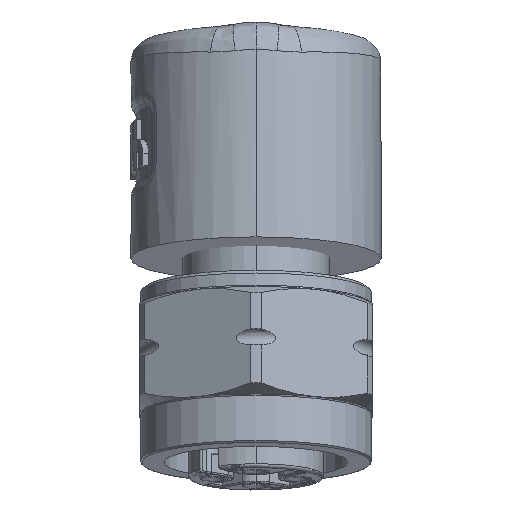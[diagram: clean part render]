
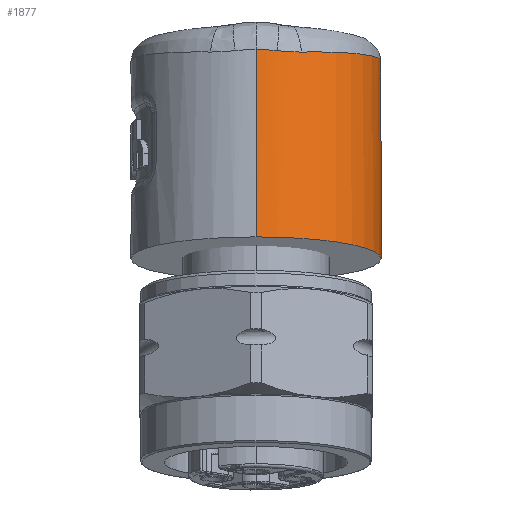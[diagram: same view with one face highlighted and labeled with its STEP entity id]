
A CAD part, front view. The second image highlights one B-rep face of the part: STEP entity #1877.
In plain terms, the highlighted cylindrical face has radius 7.5 mm (diameter 15 mm), a partial arc.
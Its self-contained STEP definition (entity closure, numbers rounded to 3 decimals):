
#1877=ADVANCED_FACE('',(#4027),#4028,.T.);
#4027=FACE_OUTER_BOUND('',#12995,.T.);
#4028=CYLINDRICAL_SURFACE('',#12996,7.5);
#12995=EDGE_LOOP('',(#25084,#25085,#25086,#25087,#25088,#25089,#25090,#25091,#25092,#25093,#25094));
#12996=AXIS2_PLACEMENT_3D('',#25095,#25096,#25097);
#25084=ORIENTED_EDGE('',*,*,#29441,.F.);
#25085=ORIENTED_EDGE('',*,*,#29442,.F.);
#25086=ORIENTED_EDGE('',*,*,#29443,.F.);
#25087=ORIENTED_EDGE('',*,*,#29439,.F.);
#25088=ORIENTED_EDGE('',*,*,#29432,.F.);
#25089=ORIENTED_EDGE('',*,*,#29444,.F.);
#25090=ORIENTED_EDGE('',*,*,#29445,.F.);
#25091=ORIENTED_EDGE('',*,*,#29376,.F.);
#25092=ORIENTED_EDGE('',*,*,#29446,.T.);
#25093=ORIENTED_EDGE('',*,*,#29374,.T.);
#25094=ORIENTED_EDGE('',*,*,#29447,.F.);
#25095=CARTESIAN_POINT('',(0.0,6.646,-7.682));
#25096=DIRECTION('',(0.0,-0.174,-0.985));
#25097=DIRECTION('',(0.0,-0.985,0.174));
#29374=EDGE_CURVE('',#32946,#32944,#32947,.T.);
#29376=EDGE_CURVE('',#32948,#32950,#32951,.T.);
#29432=EDGE_CURVE('',#33044,#33046,#33047,.T.);
#29439=EDGE_CURVE('',#33046,#33053,#33055,.T.);
#29441=EDGE_CURVE('',#33057,#33058,#33059,.T.);
#29442=EDGE_CURVE('',#33060,#33057,#33061,.T.);
#29443=EDGE_CURVE('',#33053,#33060,#33062,.T.);
#29444=EDGE_CURVE('',#33063,#33044,#33064,.T.);
#29445=EDGE_CURVE('',#32950,#33063,#33065,.T.);
#29446=EDGE_CURVE('',#32948,#32946,#33066,.T.);
#29447=EDGE_CURVE('',#33058,#32944,#33067,.T.);
#32944=VERTEX_POINT('',#38500);
#32946=VERTEX_POINT('',#38523);
#32947=LINE('',#38524,#38525);
#32948=VERTEX_POINT('',#38526);
#32950=VERTEX_POINT('',#38528);
#32951=LINE('',#38529,#38530);
#33044=VERTEX_POINT('',#39008);
#33046=VERTEX_POINT('',#39020);
#33047=B_SPLINE_CURVE_WITH_KNOTS('',3,(#39021,#39022,#39023,#39024,#39025,#39026,#39027,#39028,#39029,#39030,#39031,#39032,#39033,#39034,#39035),.UNSPECIFIED.,.F.,.F.,(4,1,1,1,1,1,1,1,1,1,1,1,4),(0.0,0.083,0.167,0.25,0.333,0.417,0.5,0.583,0.667,0.75,0.833,0.917,1.0),.UNSPECIFIED.);
#33053=VERTEX_POINT('',#39056);
#33055=B_SPLINE_CURVE_WITH_KNOTS('',3,(#39062,#39063,#39064,#39065,#39066,#39067),.UNSPECIFIED.,.F.,.F.,(4,1,1,4),(0.0,0.333,0.667,1.0),.UNSPECIFIED.);
#33057=VERTEX_POINT('',#39069);
#33058=VERTEX_POINT('',#39070);
#33059=B_SPLINE_CURVE_WITH_KNOTS('',3,(#39071,#39072,#39073,#39074,#39075,#39076),.UNSPECIFIED.,.F.,.F.,(4,1,1,4),(0.0,0.333,0.667,1.0),.UNSPECIFIED.);
#33060=VERTEX_POINT('',#39077);
#33061=B_SPLINE_CURVE_WITH_KNOTS('',3,(#39078,#39079,#39080,#39081,#39082,#39083),.UNSPECIFIED.,.F.,.F.,(4,1,1,4),(0.0,0.333,0.667,1.0),.UNSPECIFIED.);
#33062=B_SPLINE_CURVE_WITH_KNOTS('',3,(#39084,#39085,#39086,#39087,#39088,#39089),.UNSPECIFIED.,.F.,.F.,(4,1,1,4),(0.0,0.333,0.667,1.0),.UNSPECIFIED.);
#33063=VERTEX_POINT('',#39090);
#33064=B_SPLINE_CURVE_WITH_KNOTS('',3,(#39091,#39092,#39093,#39094,#39095,#39096),.UNSPECIFIED.,.F.,.F.,(4,1,1,4),(0.0,0.333,0.667,1.0),.UNSPECIFIED.);
#33065=B_SPLINE_CURVE_WITH_KNOTS('',3,(#39097,#39098,#39099,#39100,#39101,#39102,#39103,#39104),.UNSPECIFIED.,.F.,.F.,(4,1,1,1,1,4),(0.0,0.203,0.406,0.606,0.804,1.0),.UNSPECIFIED.);
#33066=CIRCLE('',#39105,7.5);
#33067=B_SPLINE_CURVE_WITH_KNOTS('',3,(#39106,#39107,#39108,#39109,#39110,#39111,#39112,#39113,#39114,#39115,#39116,#39117,#39118,#39119,#39120,#39121,#39122,#39123,#39124,#39125,#39126,#39127),.UNSPECIFIED.,.F.,.F.,(4,1,1,1,1,1,1,1,1,1,1,1,1,1,1,1,1,1,1,4),(0.0,0.053,0.105,0.158,0.211,0.263,0.316,0.368,0.421,0.474,0.526,0.579,0.632,0.684,0.737,0.789,0.842,0.895,0.947,1.0),.UNSPECIFIED.);
#38500=CARTESIAN_POINT('',(0.,14.348,-7.187));
#38523=CARTESIAN_POINT('',(0.,14.032,-8.984));
#38524=CARTESIAN_POINT('',(0.,14.032,-8.984));
#38525=VECTOR('',#45473,1.825);
#38526=CARTESIAN_POINT('',(0.0,-0.741,-6.379));
#38528=CARTESIAN_POINT('',(0.,1.239,4.847));
#38529=CARTESIAN_POINT('',(0.0,-0.741,-6.379));
#38530=VECTOR('',#45477,11.4);
#39008=CARTESIAN_POINT('',(2.72,1.732,4.701));
#39020=CARTESIAN_POINT('',(5.818,13.425,3.511));
#39021=CARTESIAN_POINT('',(2.72,1.732,4.701));
#39022=CARTESIAN_POINT('',(3.086,1.877,4.707));
#39023=CARTESIAN_POINT('',(3.796,2.226,4.71));
#39024=CARTESIAN_POINT('',(4.763,2.904,4.689));
#39025=CARTESIAN_POINT('',(5.613,3.722,4.644));
#39026=CARTESIAN_POINT('',(6.321,4.651,4.577));
#39027=CARTESIAN_POINT('',(6.89,5.702,4.488));
#39028=CARTESIAN_POINT('',(7.282,6.819,4.381));
#39029=CARTESIAN_POINT('',(7.492,7.984,4.257));
#39030=CARTESIAN_POINT('',(7.52,9.138,4.124));
#39031=CARTESIAN_POINT('',(7.361,10.32,3.976));
#39032=CARTESIAN_POINT('',(7.019,11.445,3.823));
#39033=CARTESIAN_POINT('',(6.508,12.494,3.667));
#39034=CARTESIAN_POINT('',(6.063,13.128,3.563));
#39035=CARTESIAN_POINT('',(5.818,13.425,3.511));
#39056=CARTESIAN_POINT('',(6.507,12.012,1.274));
#39062=CARTESIAN_POINT('',(5.818,13.425,3.511));
#39063=CARTESIAN_POINT('',(5.945,13.22,3.248));
#39064=CARTESIAN_POINT('',(6.158,12.838,2.731));
#39065=CARTESIAN_POINT('',(6.378,12.363,1.986));
#39066=CARTESIAN_POINT('',(6.471,12.117,1.509));
#39067=CARTESIAN_POINT('',(6.507,12.012,1.274));
#39069=CARTESIAN_POINT('',(6.569,11.604,-0.401));
#39070=CARTESIAN_POINT('',(6.536,11.568,-0.949));
#39071=CARTESIAN_POINT('',(6.569,11.604,-0.401));
#39072=CARTESIAN_POINT('',(6.569,11.594,-0.458));
#39073=CARTESIAN_POINT('',(6.568,11.576,-0.576));
#39074=CARTESIAN_POINT('',(6.557,11.563,-0.758));
#39075=CARTESIAN_POINT('',(6.544,11.565,-0.885));
#39076=CARTESIAN_POINT('',(6.536,11.568,-0.949));
#39077=CARTESIAN_POINT('',(6.561,11.795,0.599));
#39078=CARTESIAN_POINT('',(6.561,11.795,0.599));
#39079=CARTESIAN_POINT('',(6.562,11.774,0.488));
#39080=CARTESIAN_POINT('',(6.564,11.732,0.266));
#39081=CARTESIAN_POINT('',(6.567,11.667,-0.067));
#39082=CARTESIAN_POINT('',(6.568,11.625,-0.29));
#39083=CARTESIAN_POINT('',(6.569,11.604,-0.401));
#39084=CARTESIAN_POINT('',(6.507,12.012,1.274));
#39085=CARTESIAN_POINT('',(6.519,11.977,1.194));
#39086=CARTESIAN_POINT('',(6.539,11.913,1.038));
#39087=CARTESIAN_POINT('',(6.556,11.841,0.812));
#39088=CARTESIAN_POINT('',(6.561,11.808,0.669));
#39089=CARTESIAN_POINT('',(6.561,11.795,0.599));
#39090=CARTESIAN_POINT('',(1.266,1.337,4.784));
#39091=CARTESIAN_POINT('',(1.266,1.337,4.784));
#39092=CARTESIAN_POINT('',(1.44,1.364,4.765));
#39093=CARTESIAN_POINT('',(1.781,1.43,4.731));
#39094=CARTESIAN_POINT('',(2.267,1.564,4.702));
#39095=CARTESIAN_POINT('',(2.572,1.673,4.699));
#39096=CARTESIAN_POINT('',(2.72,1.732,4.701));
#39097=CARTESIAN_POINT('',(0.,1.239,4.847));
#39098=CARTESIAN_POINT('',(0.086,1.239,4.847));
#39099=CARTESIAN_POINT('',(0.259,1.242,4.846));
#39100=CARTESIAN_POINT('',(0.516,1.254,4.839));
#39101=CARTESIAN_POINT('',(0.769,1.274,4.828));
#39102=CARTESIAN_POINT('',(1.019,1.302,4.81));
#39103=CARTESIAN_POINT('',(1.184,1.325,4.794));
#39104=CARTESIAN_POINT('',(1.266,1.337,4.784));
#39105=AXIS2_PLACEMENT_3D('',#45489,#45490,#45491);
#39106=CARTESIAN_POINT('',(6.536,11.568,-0.949));
#39107=CARTESIAN_POINT('',(6.52,11.574,-1.077));
#39108=CARTESIAN_POINT('',(6.481,11.598,-1.342));
#39109=CARTESIAN_POINT('',(6.394,11.67,-1.769));
#39110=CARTESIAN_POINT('',(6.273,11.784,-2.227));
#39111=CARTESIAN_POINT('',(6.109,11.942,-2.719));
#39112=CARTESIAN_POINT('',(5.893,12.145,-3.24));
#39113=CARTESIAN_POINT('',(5.622,12.382,-3.772));
#39114=CARTESIAN_POINT('',(5.296,12.642,-4.298));
#39115=CARTESIAN_POINT('',(4.928,12.904,-4.791));
#39116=CARTESIAN_POINT('',(4.528,13.155,-5.239));
#39117=CARTESIAN_POINT('',(4.105,13.387,-5.637));
#39118=CARTESIAN_POINT('',(3.667,13.595,-5.984));
#39119=CARTESIAN_POINT('',(3.219,13.777,-6.282));
#39120=CARTESIAN_POINT('',(2.764,13.934,-6.534));
#39121=CARTESIAN_POINT('',(2.305,14.064,-6.741));
#39122=CARTESIAN_POINT('',(1.844,14.169,-6.907));
#39123=CARTESIAN_POINT('',(1.381,14.25,-7.034));
#39124=CARTESIAN_POINT('',(0.918,14.307,-7.123));
#39125=CARTESIAN_POINT('',(0.457,14.341,-7.175));
#39126=CARTESIAN_POINT('',(0.152,14.348,-7.187));
#39127=CARTESIAN_POINT('',(0.,14.348,-7.187));
#45473=DIRECTION('',(0.,0.174,0.985));
#45477=DIRECTION('',(0.,0.174,0.985));
#45489=CARTESIAN_POINT('',(0.0,6.646,-7.682));
#45490=DIRECTION('',(0.0,0.174,0.985));
#45491=DIRECTION('',(0.0,-0.985,0.174));
